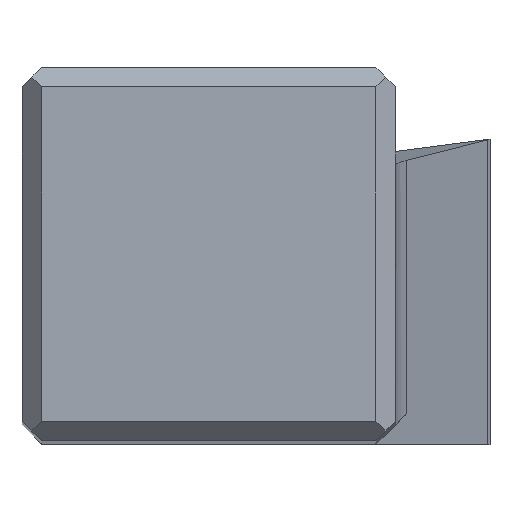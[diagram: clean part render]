
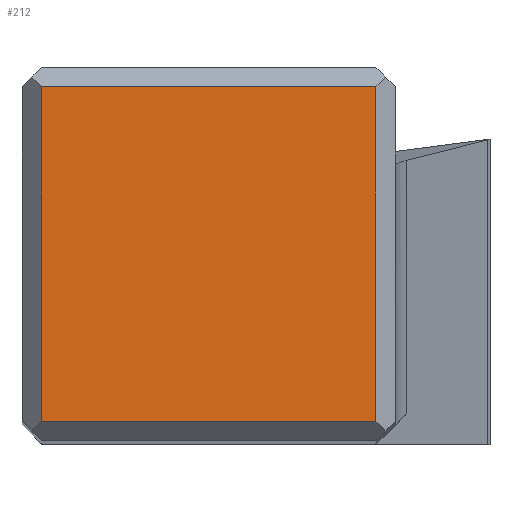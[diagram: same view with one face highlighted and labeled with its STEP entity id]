
A CAD part, top view. The second image highlights one B-rep face of the part: STEP entity #212.
In plain terms, the highlighted planar face has unit normal (0, 0, 1).
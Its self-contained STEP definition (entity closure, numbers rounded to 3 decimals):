
#148=FACE_OUTER_BOUND('',#326,.T.);
#212=ADVANCED_FACE('',(#148),#275,.T.);
#275=PLANE('',#1366);
#326=EDGE_LOOP('',(#509,#510,#511,#512));
#509=ORIENTED_EDGE('',*,*,#930,.F.);
#510=ORIENTED_EDGE('',*,*,#931,.T.);
#511=ORIENTED_EDGE('',*,*,#932,.T.);
#512=ORIENTED_EDGE('',*,*,#878,.F.);
#754=VERTEX_POINT('',#1871);
#755=VERTEX_POINT('',#1873);
#790=VERTEX_POINT('',#1975);
#791=VERTEX_POINT('',#1979);
#878=EDGE_CURVE('',#754,#755,#1049,.T.);
#930=EDGE_CURVE('',#790,#754,#1097,.T.);
#931=EDGE_CURVE('',#790,#791,#1098,.T.);
#932=EDGE_CURVE('',#791,#755,#1099,.T.);
#1049=LINE('',#1872,#1166);
#1097=LINE('',#1976,#1214);
#1098=LINE('',#1978,#1215);
#1099=LINE('',#1980,#1216);
#1166=VECTOR('',#1511,1.);
#1214=VECTOR('',#1599,1.);
#1215=VECTOR('',#1602,1.);
#1216=VECTOR('',#1603,1.);
#1366=AXIS2_PLACEMENT_3D('',#1981,#1604,#1605);
#1511=DIRECTION('',(-1.,0.,0.));
#1599=DIRECTION('',(0.,-1.,0.));
#1602=DIRECTION('',(-1.,0.,0.));
#1603=DIRECTION('',(0.,-1.,0.));
#1604=DIRECTION('',(0.,0.,1.));
#1605=DIRECTION('',(1.,0.,0.));
#1871=CARTESIAN_POINT('',(18.05,1.,0.));
#1872=CARTESIAN_POINT('',(18.05,1.,0.));
#1873=CARTESIAN_POINT('',(1.,1.,0.));
#1975=CARTESIAN_POINT('',(18.05,18.05,0.));
#1976=CARTESIAN_POINT('',(18.05,18.05,0.));
#1978=CARTESIAN_POINT('',(18.05,18.05,0.));
#1979=CARTESIAN_POINT('',(1.,18.05,0.));
#1980=CARTESIAN_POINT('',(1.,18.05,0.));
#1981=CARTESIAN_POINT('',(9.525,9.525,0.));
